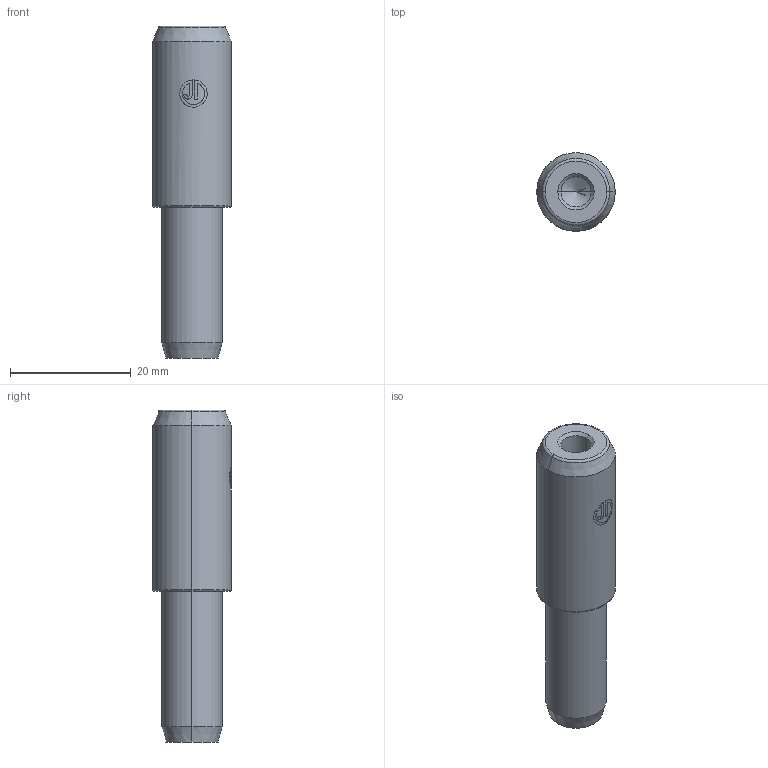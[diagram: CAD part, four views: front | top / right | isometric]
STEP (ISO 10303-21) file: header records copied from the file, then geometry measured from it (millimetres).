
FILE_DESCRIPTION (( 'STEP AP214' ), '1' );
FILE_NAME ('TSM-D13-L55.step', '2021-09-14T03:10:17', ( 'User' ), ( 'china' ), 'SwSTEP 2.0', 'SolidWorks 2016', '' );
FILE_SCHEMA (( 'AUTOMOTIVE_DESIGN' ));
Length unit declared in the file: millimetre
Products named in the file (1): TSM-D13-L55
Bounding box: 13 x 13 x 55 mm (x, y, z)
Volume: 5599.6 mm3; surface area: 2414.2 mm2
Topology: 1 solids, 1 shells, 41 faces, 96 edges, 59 vertices
Faces by surface type: cylinder 18, plane 11, cone 8, torus 4
Entity records: 1410 total; most frequent: CARTESIAN_POINT 451, ORIENTED_EDGE 188, DIRECTION 184, EDGE_CURVE 94, AXIS2_PLACEMENT_3D 72, VERTEX_POINT 59, EDGE_LOOP 45, ADVANCED_FACE 41
